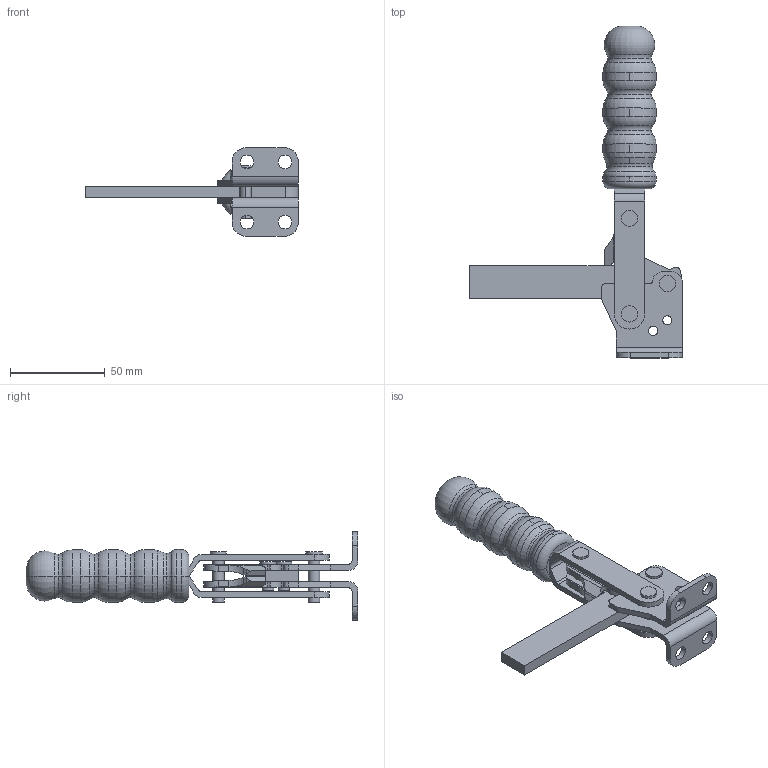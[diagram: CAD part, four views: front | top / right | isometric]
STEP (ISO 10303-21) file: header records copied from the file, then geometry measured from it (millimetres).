
FILE_DESCRIPTION( ( '' ), '1' );
FILE_NAME( 'v250_2a_2_03.stp', '2006-11-29T10:32:28', ( '' ), ( '' ), ' ', ' ', ' ' );
FILE_SCHEMA( ( 'CONFIG_CONTROL_DESIGN' ) );
Length unit declared in the file: millimetre
Products named in the file (5): 1; 2; 3; 4; 5
Bounding box: 112.5 x 175.2 x 46.8 mm (x, y, z)
Volume: 82016.9 mm3; surface area: 33694.8 mm2
Topology: 5 solids, 5 shells, 220 faces, 587 edges, 389 vertices
Faces by surface type: cylinder 112, plane 70, torus 34, cone 4
Entity records: 7382 total; most frequent: DIRECTION 1340, CARTESIAN_POINT 1313, ORIENTED_EDGE 1174, EDGE_CURVE 587, AXIS2_PLACEMENT_3D 544, VERTEX_POINT 389, CIRCLE 303, EDGE_LOOP 266
